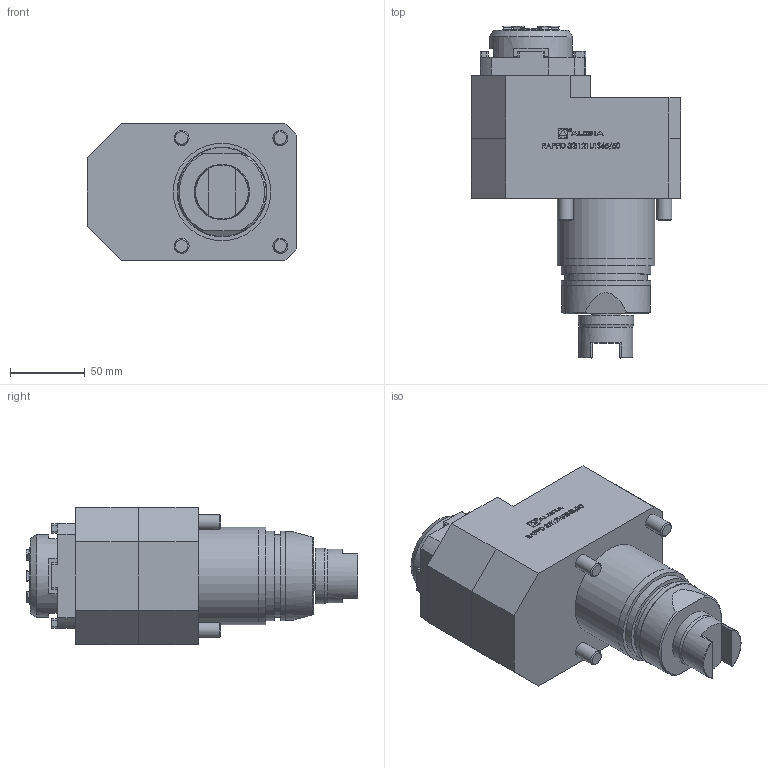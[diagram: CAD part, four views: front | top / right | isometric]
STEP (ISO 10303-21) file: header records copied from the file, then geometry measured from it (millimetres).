
FILE_DESCRIPTION (( 'STEP AP214' ), '1' );
FILE_NAME ('RAPPD32I121UTS6550.STEP', '2025-07-10T09:15:47', ( '' ), ( '' ), 'SwSTEP 2.0', 'SolidWorks 2023', '' );
FILE_SCHEMA (( 'AUTOMOTIVE_DESIGN' ));
Length unit declared in the file: millimetre
Products named in the file (1): RAPPD32I121UTS6550
Bounding box: 140 x 221.48 x 92 mm (x, y, z)
Volume: 1283960.1 mm3; surface area: 87730.2 mm2
Topology: 1 solids, 1 shells, 574 faces, 1514 edges, 1002 vertices
Faces by surface type: plane 335, bspline 135, cylinder 75, cone 29
Full cylindrical faces by diameter (mm): 1.7 x1, 2.1 x1, 6.366 x1, 10 x4, 20 x1, 27 x1, 36 x1, 37 x1, 37.5 x1, 55 x1, 55.3 x1, 59 x1, 60 x2, 64.98 x1, 65 x2
Entity records: 27938 total; most frequent: CARTESIAN_POINT 10926, ORIENTED_EDGE 2940, DIRECTION 2276, EDGE_CURVE 1470, VERTEX_POINT 988, LINE 896, VECTOR 896, AXIS2_PLACEMENT_3D 690
